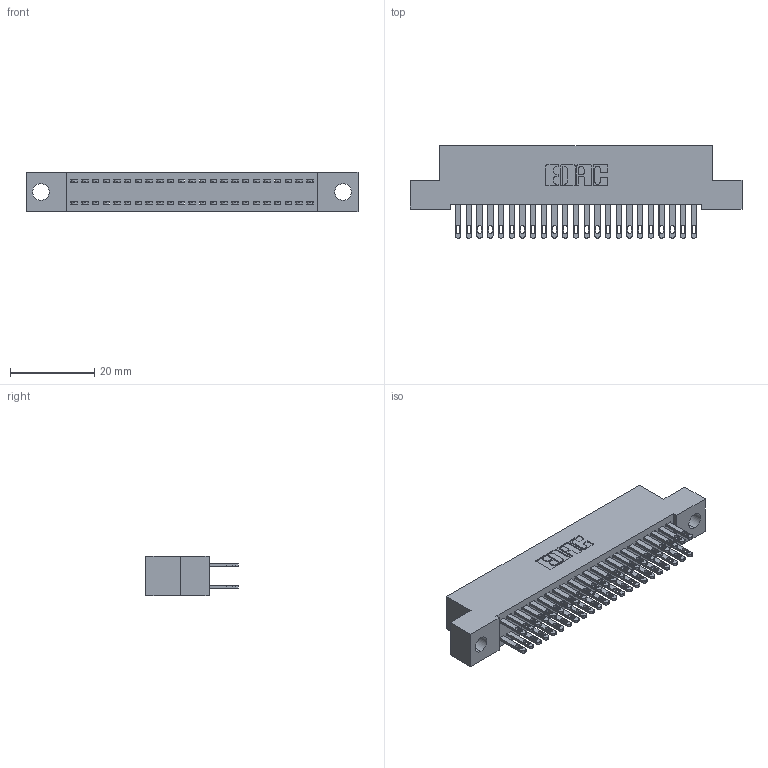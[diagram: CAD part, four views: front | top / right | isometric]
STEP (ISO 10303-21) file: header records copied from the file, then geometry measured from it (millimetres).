
FILE_DESCRIPTION (( 'STEP AP203' ), '1' );
FILE_NAME ('342-046-500-204.STEP', '2018-08-12T15:44:10', ( '' ), ( '' ), 'SwSTEP 2.0', 'SolidWorks 2016', '' );
FILE_SCHEMA (( 'CONFIG_CONTROL_DESIGN' ));
Length unit declared in the file: inch
Products named in the file (3): 342 Part_.156 TH; 345-292-001_345-293-100; 342-046-500-204
Assembly tree (47 placements, depth 2):
  342-046-500-204
    342 Part_.156 TH
    345-292-001_345-293-100  x46
Bounding box: 78.74 x 21.85 x 9.4 mm (x, y, z)
Volume: 7038.4 mm3; surface area: 11253.2 mm2
Topology: 47 solids, 47 shells, 2318 faces, 7061 edges, 4706 vertices
Faces by surface type: plane 1446, cylinder 872
Entity records: 17055 total; most frequent: CARTESIAN_POINT 2846, ORIENTED_EDGE 2782, DIRECTION 2467, EDGE_CURVE 1391, LINE 1259, VECTOR 1259, VERTEX_POINT 926, AXIS2_PLACEMENT_3D 604
